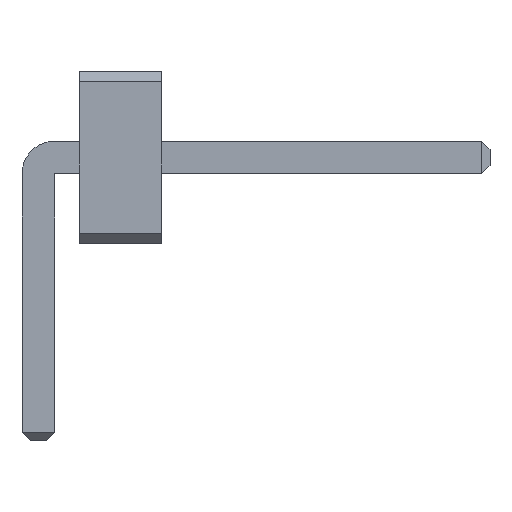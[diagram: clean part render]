
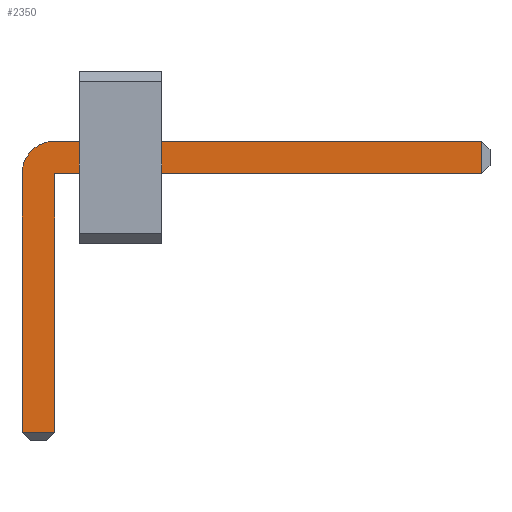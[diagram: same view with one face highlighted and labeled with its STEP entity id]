
A CAD part, front view. The second image highlights one B-rep face of the part: STEP entity #2350.
In plain terms, the highlighted planar face has unit normal (0, -1, 0).
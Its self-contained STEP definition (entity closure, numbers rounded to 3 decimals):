
#13=DIRECTION('',(0.,0.,1.));
#27=VECTOR('',#28,1.);
#28=DIRECTION('',(1.,0.,0.));
#1012=VECTOR('',#13,1.);
#2124=DIRECTION('',(0.,0.,-1.));
#2161=VECTOR('',#2124,1.);
#2168=VECTOR('',#2169,1.);
#2169=DIRECTION('',(-1.,0.,0.));
#2190=DIRECTION('',(-0.,1.,0.));
#2194=DIRECTION('',(0.,1.,0.));
#2195=DIRECTION('',(1.,0.,0.));
#2202=VERTEX_POINT('',#2203);
#2203=CARTESIAN_POINT('',(0.2,-20.52,1.25));
#2205=ORIENTED_EDGE('',*,*,#2206,.T.);
#2206=EDGE_CURVE('',#2202,#2207,#2209,.T.);
#2207=VERTEX_POINT('',#2208);
#2208=CARTESIAN_POINT('',(5.4,-20.52,1.25));
#2209=LINE('',#2210,#27);
#2210=CARTESIAN_POINT('',(-0.2,-20.52,1.25));
#2246=EDGE_CURVE('',#2247,#2202,#2249,.T.);
#2247=VERTEX_POINT('',#2248);
#2248=CARTESIAN_POINT('',(-0.2,-20.52,0.85));
#2249=CIRCLE('',#2250,0.4);
#2250=AXIS2_PLACEMENT_3D('',#2251,#2190,#2124);
#2251=CARTESIAN_POINT('',(0.2,-20.52,0.85));
#2263=VERTEX_POINT('',#2264);
#2264=CARTESIAN_POINT('',(5.4,-20.52,0.85));
#2266=ORIENTED_EDGE('',*,*,#2267,.T.);
#2267=EDGE_CURVE('',#2263,#2268,#2269,.T.);
#2268=VERTEX_POINT('',#2251);
#2269=LINE('',#2270,#2168);
#2270=CARTESIAN_POINT('',(5.5,-20.52,0.85));
#2282=VERTEX_POINT('',#2283);
#2283=CARTESIAN_POINT('',(-0.2,-20.52,-2.3));
#2285=ORIENTED_EDGE('',*,*,#2286,.T.);
#2286=EDGE_CURVE('',#2282,#2247,#2287,.T.);
#2287=LINE('',#2288,#1012);
#2288=CARTESIAN_POINT('',(-0.2,-20.52,-2.4));
#2296=ORIENTED_EDGE('',*,*,#2297,.T.);
#2297=EDGE_CURVE('',#2268,#2298,#2300,.T.);
#2298=VERTEX_POINT('',#2299);
#2299=CARTESIAN_POINT('',(0.2,-20.52,-2.3));
#2300=LINE('',#2251,#2161);
#2350=ADVANCED_FACE('',(#2351),#2360,.F.);
#2351=FACE_BOUND('',#2352,.F.);
#2352=EDGE_LOOP('',(#2205,#2353,#2266,#2296,#2356,#2285,#2359));
#2353=ORIENTED_EDGE('',*,*,#2354,.T.);
#2354=EDGE_CURVE('',#2207,#2263,#2355,.T.);
#2355=LINE('',#2208,#2161);
#2356=ORIENTED_EDGE('',*,*,#2357,.T.);
#2357=EDGE_CURVE('',#2298,#2282,#2358,.T.);
#2358=LINE('',#2299,#2168);
#2359=ORIENTED_EDGE('',*,*,#2246,.T.);
#2360=PLANE('',#2361);
#2361=AXIS2_PLACEMENT_3D('',#2362,#2194,#2195);
#2362=CARTESIAN_POINT('',(1.729,-20.52,0.346));
